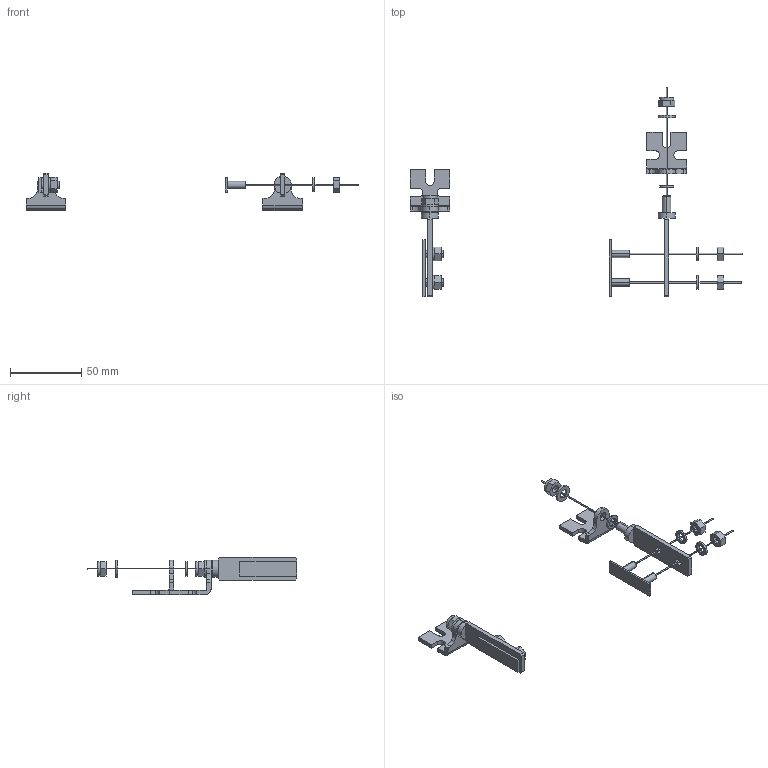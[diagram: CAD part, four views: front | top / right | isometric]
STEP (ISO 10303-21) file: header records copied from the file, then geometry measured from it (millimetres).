
FILE_DESCRIPTION(('STEP AP242'),'1');
FILE_NAME('curtain_xuszbss4.stp','2020-07-20T07:20:51',('TraceParts'),('TraceParts S.A.'),'Spatial InterOp 3D',' ',' ');
FILE_SCHEMA(('AP242_MANAGED_MODEL_BASED_3D_ENGINEERING_MIM_LF {1 0 10303 442 1 1 4}'));
Length unit declared in the file: millimetre
Products named in the file (1): curtain_xuszbss4_1
Bounding box: 233.05 x 147 x 26 mm (x, y, z)
Volume: 17036 mm3; surface area: 17582.4 mm2
Topology: 23 solids, 23 shells, 278 faces, 662 edges, 436 vertices
Faces by surface type: plane 160, cylinder 114, cone 4
Entity records: 8265 total; most frequent: DIRECTION 1508, CARTESIAN_POINT 1399, ORIENTED_EDGE 1324, EDGE_CURVE 662, AXIS2_PLACEMENT_3D 545, VERTEX_POINT 436, LINE 418, VECTOR 418
